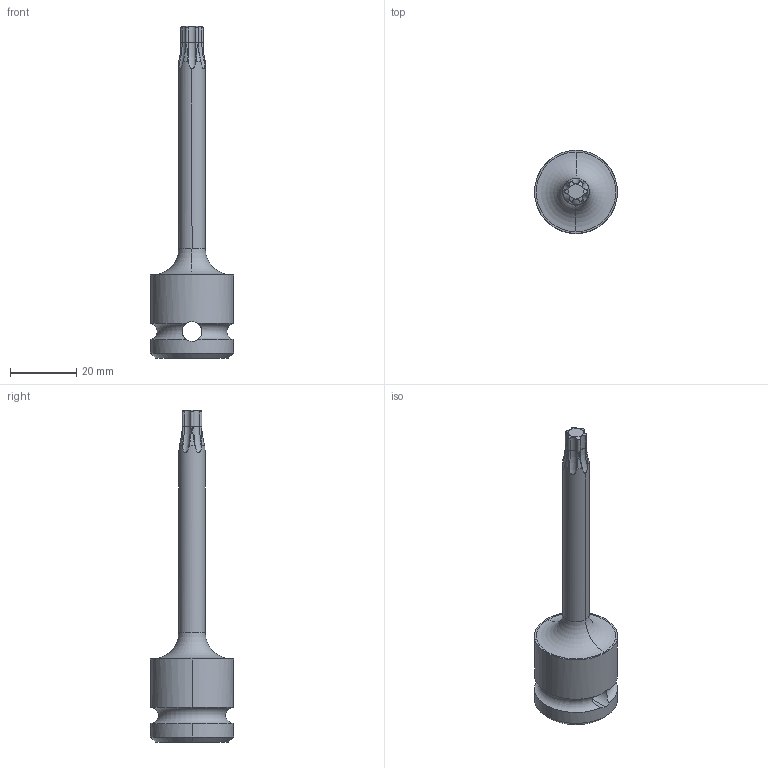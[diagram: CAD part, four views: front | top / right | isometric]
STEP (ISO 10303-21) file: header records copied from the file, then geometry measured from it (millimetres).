
FILE_DESCRIPTION((''),'2;1');
FILE_NAME('4027132740','2023-08-22T11:18:07',('A00565553'),(''),'CREO PARAMETRIC BY PTC INC, 2022414','CREO PARAMETRIC BY PTC INC, 2022414','');
FILE_SCHEMA(('CONFIG_CONTROL_DESIGN','GEOMETRIC_VALIDATION_PROPERTIES_MIM'));
Length unit declared in the file: millimetre
Products named in the file (1): 4027132740
Bounding box: 25 x 25 x 100 mm (x, y, z)
Volume: 12709.6 mm3; surface area: 5556.9 mm2
Topology: 1 solids, 1 shells, 82 faces, 213 edges, 132 vertices
Faces by surface type: cylinder 33, torus 28, plane 13, cone 8
Entity records: 3141 total; most frequent: CARTESIAN_POINT 1136, ORIENTED_EDGE 426, DIRECTION 360, EDGE_CURVE 213, AXIS2_PLACEMENT_3D 156, VERTEX_POINT 132, B_SPLINE_CURVE_WITH_KNOTS 91, EDGE_LOOP 85
